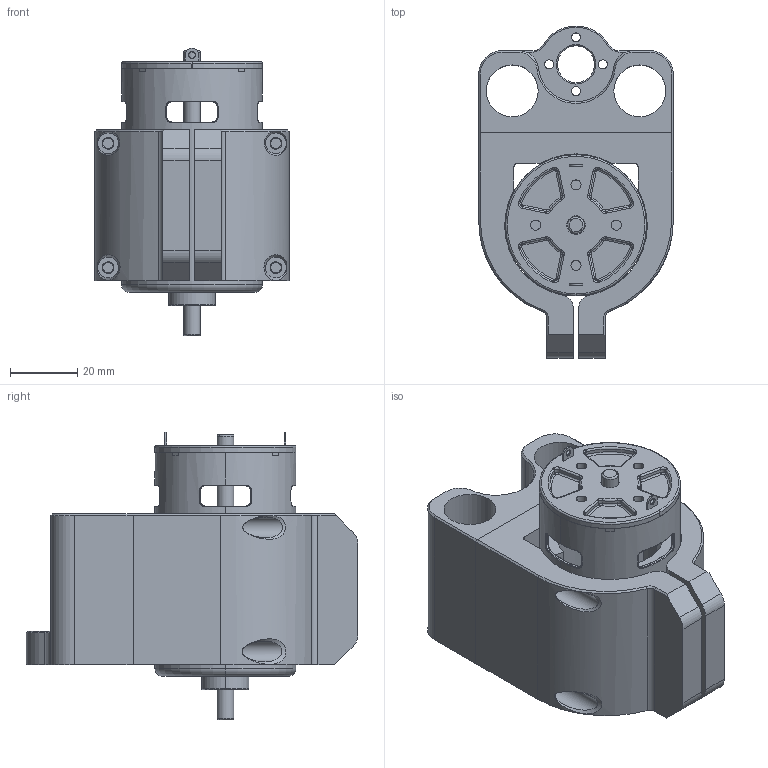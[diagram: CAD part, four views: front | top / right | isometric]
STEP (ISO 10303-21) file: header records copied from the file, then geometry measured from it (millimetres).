
FILE_DESCRIPTION(/* description */ (''),/* implementation_level */ '2;1');
FILE_NAME(/* name */ 'Z-Sled 775 motor.step',/* time_stamp */ '2018-04-26T20:14:23+02:00',/* author */ ('wolfgangPBQGC'),/* organization */ (''),/* preprocessor_version */ 'ST-DEVELOPER v16.13',/* originating_system */ 'Autodesk Translation Framework v6.5.0.72',/* authorisation */ '');
FILE_SCHEMA (('AUTOMOTIVE_DESIGN { 1 0 10303 214 3 1 1 }'));
Products named in the file (11): Z-Sled; Z-Axis Sled; 775 Motor Bracket; 775 DC Motor; 24 DC Motor; Shell; End Cover; Magnet; Terminal; Breaing; Shaft With Coil
Assembly tree (13 placements, depth 5):
  Z-Sled
    Z-Axis Sled
    775 Motor Bracket
      775 DC Motor
        24 DC Motor
          Shell
          End Cover
          Magnet  x2
          Terminal  x2
          Breaing  x2
          Shaft With Coil
Bounding box: 58 x 98.9 x 85.7 mm (x, y, z)
Volume: 100324.6 mm3; surface area: 75765.1 mm2
Topology: 3 solids, 627 shells, 773 faces, 3099 edges, 2922 vertices
Faces by surface type: cylinder 282, plane 188, torus 148, bspline 64, sphere 48, cone 43
Full cylindrical faces by diameter (mm): 2.7 x4, 3.041 x2, 3.5 x8, 4.1 x8, 5 x1, 6.2 x6, 6.3 x2, 11 x1, 15.47 x2
Entity records: 49275 total; most frequent: CARTESIAN_POINT 24628, DIRECTION 5361, ORIENTED_EDGE 3139, EDGE_CURVE 2769, VERTEX_POINT 2640, AXIS2_PLACEMENT_3D 2186, CIRCLE 1532, LINE 989
